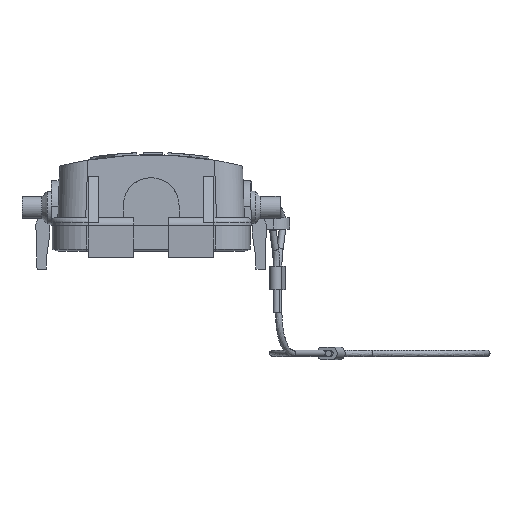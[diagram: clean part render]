
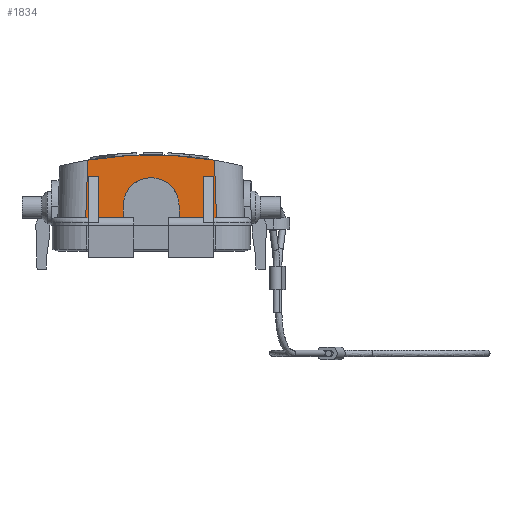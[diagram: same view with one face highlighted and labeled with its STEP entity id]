
A CAD part, left-side view. The second image highlights one B-rep face of the part: STEP entity #1834.
In plain terms, the highlighted planar face has unit normal (-0.999, 0, 0.035).
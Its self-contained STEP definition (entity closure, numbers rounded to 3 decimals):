
#1146=ELLIPSE('',#7200,80.049,80.);
#1148=ELLIPSE('',#7231,6.004,6.);
#1239=FACE_OUTER_BOUND('',#2469,.T.);
#1685=B_SPLINE_CURVE_WITH_KNOTS('',3,(#11757,#11758,#11759,#11760),
 .UNSPECIFIED.,.F.,.F.,(4,4),(0.,1.),.UNSPECIFIED.);
#1686=B_SPLINE_CURVE_WITH_KNOTS('',3,(#11765,#11766,#11767,#11768),
 .UNSPECIFIED.,.F.,.F.,(4,4),(0.,1.),.UNSPECIFIED.);
#1834=ADVANCED_FACE('',(#1239),#2122,.T.);
#2122=PLANE('',#7232);
#2469=EDGE_LOOP('',(#3470,#3471,#3472,#3473,#3474,#3475,#3476,#3477,#3478,
#3479,#3480,#3481,#3482,#3483,#3484,#3485));
#3470=ORIENTED_EDGE('',*,*,#5577,.T.);
#3471=ORIENTED_EDGE('',*,*,#5529,.F.);
#3472=ORIENTED_EDGE('',*,*,#5578,.F.);
#3473=ORIENTED_EDGE('',*,*,#5579,.F.);
#3474=ORIENTED_EDGE('',*,*,#5580,.T.);
#3475=ORIENTED_EDGE('',*,*,#5581,.T.);
#3476=ORIENTED_EDGE('',*,*,#5582,.T.);
#3477=ORIENTED_EDGE('',*,*,#5494,.F.);
#3478=ORIENTED_EDGE('',*,*,#5583,.T.);
#3479=ORIENTED_EDGE('',*,*,#5584,.F.);
#3480=ORIENTED_EDGE('',*,*,#5585,.F.);
#3481=ORIENTED_EDGE('',*,*,#5586,.T.);
#3482=ORIENTED_EDGE('',*,*,#5587,.T.);
#3483=ORIENTED_EDGE('',*,*,#5573,.F.);
#3484=ORIENTED_EDGE('',*,*,#5588,.T.);
#3485=ORIENTED_EDGE('',*,*,#5589,.F.);
#4852=VERTEX_POINT('',#11574);
#4853=VERTEX_POINT('',#11576);
#4880=VERTEX_POINT('',#11650);
#4881=VERTEX_POINT('',#11651);
#4916=VERTEX_POINT('',#11740);
#4917=VERTEX_POINT('',#11742);
#4920=VERTEX_POINT('',#11750);
#4921=VERTEX_POINT('',#11752);
#4922=VERTEX_POINT('',#11754);
#4923=VERTEX_POINT('',#11756);
#4924=VERTEX_POINT('',#11761);
#4925=VERTEX_POINT('',#11764);
#4926=VERTEX_POINT('',#11769);
#4927=VERTEX_POINT('',#11771);
#4928=VERTEX_POINT('',#11773);
#4929=VERTEX_POINT('',#11776);
#5494=EDGE_CURVE('',#4852,#4853,#1146,.T.);
#5529=EDGE_CURVE('',#4880,#4881,#6189,.T.);
#5573=EDGE_CURVE('',#4916,#4917,#6220,.T.);
#5577=EDGE_CURVE('',#4920,#4881,#6224,.T.);
#5578=EDGE_CURVE('',#4921,#4880,#6225,.T.);
#5579=EDGE_CURVE('',#4922,#4921,#6226,.T.);
#5580=EDGE_CURVE('',#4922,#4923,#6227,.T.);
#5581=EDGE_CURVE('',#4923,#4924,#1685,.T.);
#5582=EDGE_CURVE('',#4924,#4853,#6228,.T.);
#5583=EDGE_CURVE('',#4852,#4925,#6229,.T.);
#5584=EDGE_CURVE('',#4926,#4925,#1686,.T.);
#5585=EDGE_CURVE('',#4927,#4926,#6230,.T.);
#5586=EDGE_CURVE('',#4927,#4928,#6231,.T.);
#5587=EDGE_CURVE('',#4928,#4917,#6232,.T.);
#5588=EDGE_CURVE('',#4916,#4929,#6233,.T.);
#5589=EDGE_CURVE('',#4920,#4929,#1148,.T.);
#6189=LINE('',#11649,#6668);
#6220=LINE('',#11741,#6699);
#6224=LINE('',#11749,#6703);
#6225=LINE('',#11751,#6704);
#6226=LINE('',#11753,#6705);
#6227=LINE('',#11755,#6706);
#6228=LINE('',#11762,#6707);
#6229=LINE('',#11763,#6708);
#6230=LINE('',#11770,#6709);
#6231=LINE('',#11772,#6710);
#6232=LINE('',#11774,#6711);
#6233=LINE('',#11775,#6712);
#6668=VECTOR('',#7873,1.);
#6699=VECTOR('',#7936,1.);
#6703=VECTOR('',#7942,1.);
#6704=VECTOR('',#7943,1.);
#6705=VECTOR('',#7944,1.);
#6706=VECTOR('',#7945,1.);
#6707=VECTOR('',#7946,1.);
#6708=VECTOR('',#7947,1.);
#6709=VECTOR('',#7948,1.);
#6710=VECTOR('',#7949,1.);
#6711=VECTOR('',#7950,1.);
#6712=VECTOR('',#7951,1.);
#7200=AXIS2_PLACEMENT_3D('',#11575,#7818,#7819);
#7231=AXIS2_PLACEMENT_3D('',#11777,#7952,#7953);
#7232=AXIS2_PLACEMENT_3D('',#11778,#7954,#7955);
#7818=DIRECTION('',(0.999,0.,-0.035));
#7819=DIRECTION('',(-0.035,0.,-0.999));
#7873=DIRECTION('',(0.,1.,0.));
#7936=DIRECTION('',(0.,1.,0.));
#7942=DIRECTION('',(-0.035,0.,-0.999));
#7943=DIRECTION('',(-0.035,0.,-0.999));
#7944=DIRECTION('',(0.,1.,0.));
#7945=DIRECTION('',(-0.035,0.,-0.999));
#7946=DIRECTION('',(0.035,0.035,0.999));
#7947=DIRECTION('',(-0.035,0.035,-0.999));
#7948=DIRECTION('',(-0.035,0.,-0.999));
#7949=DIRECTION('',(0.,-1.,0.));
#7950=DIRECTION('',(-0.035,0.,-0.999));
#7951=DIRECTION('',(0.035,0.,0.999));
#7952=DIRECTION('',(-0.999,0.,0.035));
#7953=DIRECTION('',(0.035,0.,0.999));
#7954=DIRECTION('',(-0.999,0.,0.035));
#7955=DIRECTION('',(0.035,0.,0.999));
#11574=CARTESIAN_POINT('',(-58.12,13.624,19.631));
#11575=CARTESIAN_POINT('',(-60.873,0.,-59.2));
#11576=CARTESIAN_POINT('',(-58.12,-13.624,19.631));
#11649=CARTESIAN_POINT('',(-58.551,0.,7.3));
#11650=CARTESIAN_POINT('',(-58.551,-11.3,7.3));
#11651=CARTESIAN_POINT('',(-58.551,-6.,7.3));
#11740=CARTESIAN_POINT('',(-58.551,6.,7.3));
#11741=CARTESIAN_POINT('',(-58.551,13.5,7.3));
#11742=CARTESIAN_POINT('',(-58.551,11.3,7.3));
#11749=CARTESIAN_POINT('',(-59.262,-6.,-13.079));
#11750=CARTESIAN_POINT('',(-58.462,-6.,9.85));
#11751=CARTESIAN_POINT('',(-58.239,-11.3,16.224));
#11752=CARTESIAN_POINT('',(-58.239,-11.3,16.224));
#11753=CARTESIAN_POINT('',(-58.239,-13.5,16.224));
#11754=CARTESIAN_POINT('',(-58.239,-13.5,16.224));
#11755=CARTESIAN_POINT('',(-58.239,-13.5,16.224));
#11756=CARTESIAN_POINT('',(-58.554,-13.5,7.191));
#11757=CARTESIAN_POINT('',(-58.554,-13.5,7.191));
#11758=CARTESIAN_POINT('',(-58.554,-13.686,7.191));
#11759=CARTESIAN_POINT('',(-58.554,-13.872,7.195));
#11760=CARTESIAN_POINT('',(-58.554,-14.058,7.202));
#11761=CARTESIAN_POINT('',(-58.554,-14.058,7.202));
#11762=CARTESIAN_POINT('',(-58.593,-14.096,6.092));
#11763=CARTESIAN_POINT('',(-58.593,14.096,6.092));
#11764=CARTESIAN_POINT('',(-58.554,14.058,7.202));
#11765=CARTESIAN_POINT('',(-58.554,13.5,7.191));
#11766=CARTESIAN_POINT('',(-58.554,13.686,7.191));
#11767=CARTESIAN_POINT('',(-58.554,13.872,7.195));
#11768=CARTESIAN_POINT('',(-58.554,14.058,7.202));
#11769=CARTESIAN_POINT('',(-58.554,13.5,7.191));
#11770=CARTESIAN_POINT('',(-58.239,13.5,16.224));
#11771=CARTESIAN_POINT('',(-58.239,13.5,16.224));
#11772=CARTESIAN_POINT('',(-58.239,13.5,16.224));
#11773=CARTESIAN_POINT('',(-58.239,11.3,16.224));
#11774=CARTESIAN_POINT('',(-58.239,11.3,16.224));
#11775=CARTESIAN_POINT('',(-59.114,6.,-8.834));
#11776=CARTESIAN_POINT('',(-58.462,6.,9.85));
#11777=CARTESIAN_POINT('',(-58.462,0.,9.85));
#11778=CARTESIAN_POINT('',(-58.61,0.,5.6));
